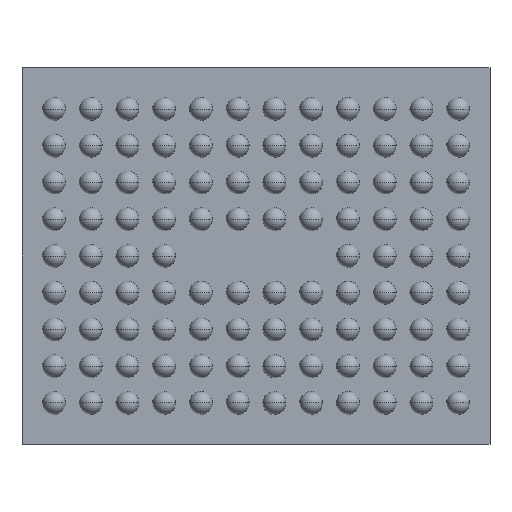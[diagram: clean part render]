
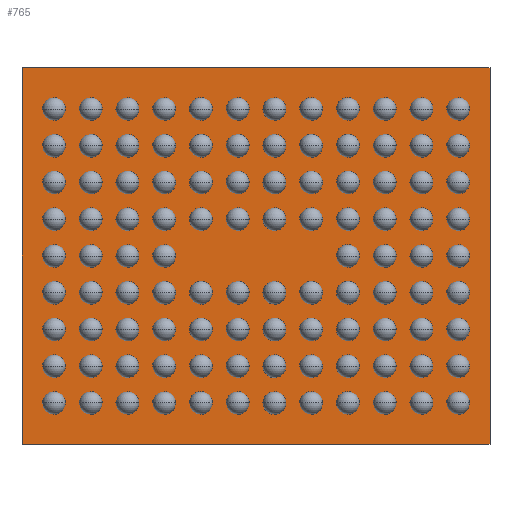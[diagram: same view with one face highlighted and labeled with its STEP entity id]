
A CAD part, front view. The second image highlights one B-rep face of the part: STEP entity #765.
In plain terms, the highlighted planar face has unit normal (0, -1, 0).
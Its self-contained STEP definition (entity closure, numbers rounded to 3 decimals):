
#40 = ORIENTED_EDGE ( 'NONE', *, *, #4664, .T. ) ;
#242 = CARTESIAN_POINT ( 'NONE',  ( 0., 0.175, 0. ) ) ;
#246 = CARTESIAN_POINT ( 'NONE',  ( 2.547, 0.175, -2.047 ) ) ;
#336 = ORIENTED_EDGE ( 'NONE', *, *, #4342, .T. ) ;
#342 = CARTESIAN_POINT ( 'NONE',  ( 2.547, 0.175, 2.047 ) ) ;
#356 = VERTEX_POINT ( 'NONE', #342 ) ;
#574 = ORIENTED_EDGE ( 'NONE', *, *, #3095, .T. ) ;
#580 = LINE ( 'NONE', #7234, #7766 ) ;
#765 = ADVANCED_FACE ( 'NONE', ( #1377 ), #4675, .F. ) ;
#1377 = FACE_OUTER_BOUND ( 'NONE', #1711, .T. ) ;
#1539 = VECTOR ( 'NONE', #2502, 1000. ) ;
#1661 = CARTESIAN_POINT ( 'NONE',  ( -2.547, 0.175, -2.047 ) ) ;
#1697 = LINE ( 'NONE', #5736, #3017 ) ;
#1711 = EDGE_LOOP ( 'NONE', ( #574, #40, #336, #4054 ) ) ;
#1944 = LINE ( 'NONE', #4257, #1539 ) ;
#2284 = DIRECTION ( 'NONE',  ( 1., 0., 0. ) ) ;
#2502 = DIRECTION ( 'NONE',  ( -1., 0., 0. ) ) ;
#2803 = DIRECTION ( 'NONE',  ( 0., 0., 1. ) ) ;
#2841 = LINE ( 'NONE', #6257, #5277 ) ;
#3017 = VECTOR ( 'NONE', #8196, 1000. ) ;
#3095 = EDGE_CURVE ( 'NONE', #5664, #7086, #2841, .T. ) ;
#3179 = AXIS2_PLACEMENT_3D ( 'NONE', #242, #4165, #2803 ) ;
#4054 = ORIENTED_EDGE ( 'NONE', *, *, #6537, .T. ) ;
#4165 = DIRECTION ( 'NONE',  ( 0., 1., 0. ) ) ;
#4257 = CARTESIAN_POINT ( 'NONE',  ( 2.547, 0.175, 2.047 ) ) ;
#4342 = EDGE_CURVE ( 'NONE', #6263, #356, #1697, .T. ) ;
#4664 = EDGE_CURVE ( 'NONE', #7086, #6263, #580, .T. ) ;
#4675 = PLANE ( 'NONE',  #3179 ) ;
#5277 = VECTOR ( 'NONE', #7539, 1000. ) ;
#5664 = VERTEX_POINT ( 'NONE', #7127 ) ;
#5736 = CARTESIAN_POINT ( 'NONE',  ( 2.547, 0.175, 2.047 ) ) ;
#6257 = CARTESIAN_POINT ( 'NONE',  ( -2.547, 0.175, 2.047 ) ) ;
#6263 = VERTEX_POINT ( 'NONE', #246 ) ;
#6537 = EDGE_CURVE ( 'NONE', #356, #5664, #1944, .T. ) ;
#7086 = VERTEX_POINT ( 'NONE', #1661 ) ;
#7127 = CARTESIAN_POINT ( 'NONE',  ( -2.547, 0.175, 2.047 ) ) ;
#7234 = CARTESIAN_POINT ( 'NONE',  ( 2.547, 0.175, -2.047 ) ) ;
#7539 = DIRECTION ( 'NONE',  ( 0., 0., -1. ) ) ;
#7766 = VECTOR ( 'NONE', #2284, 1000. ) ;
#8196 = DIRECTION ( 'NONE',  ( 0., 0., 1. ) ) ;
